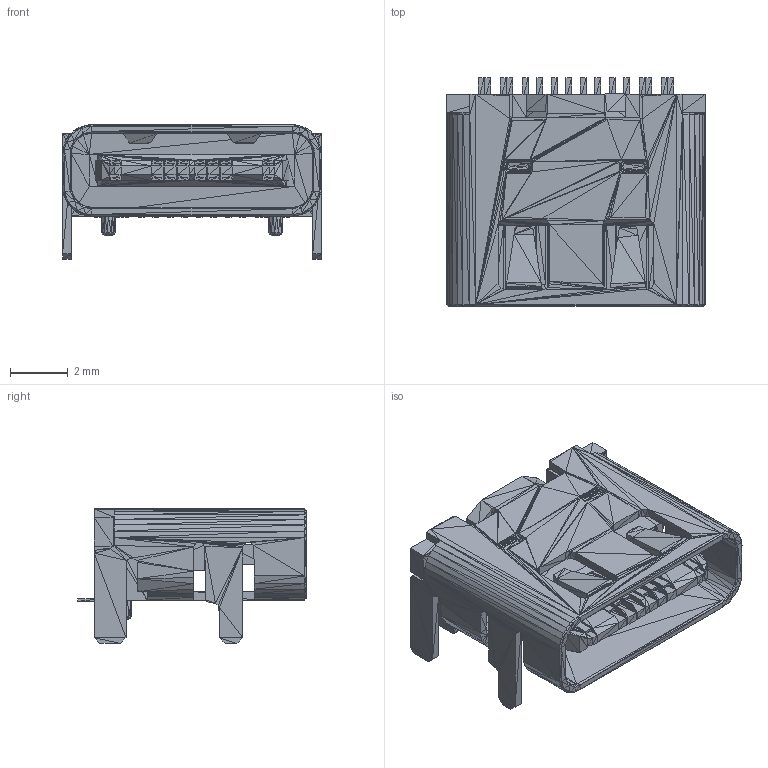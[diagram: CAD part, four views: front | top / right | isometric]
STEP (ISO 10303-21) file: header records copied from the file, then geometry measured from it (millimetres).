
FILE_DESCRIPTION(('FreeCAD Model'),'2;1');
FILE_NAME('Open CASCADE Shape Model','2023-12-01T09:04:51',(''),(''), 'Open CASCADE STEP processor 7.6','FreeCAD','Unknown');
FILE_SCHEMA(('AUTOMOTIVE_DESIGN { 1 0 10303 214 1 1 1 1 }'));
Length unit declared in the file: millimetre
Products named in the file (1): USB_C_SMD_G_SWITCH_GT_USB_7010ASV001
Bounding box: 8.94 x 7.9 x 4.66 mm (x, y, z)
Surface area: 526.2 mm2 (no closed solid volume)
Topology: 0 solids, 29 shells, 2930 faces, 4395 edges, 1513 vertices
Faces by surface type: plane 2930
Entity records: 57569 total; most frequent: DIRECTION 10257, CARTESIAN_POINT 8839, ORIENTED_EDGE 8790, EDGE_CURVE 4395, LINE 4395, VECTOR 4395, AXIS2_PLACEMENT_3D 2931, ADVANCED_FACE 2930
